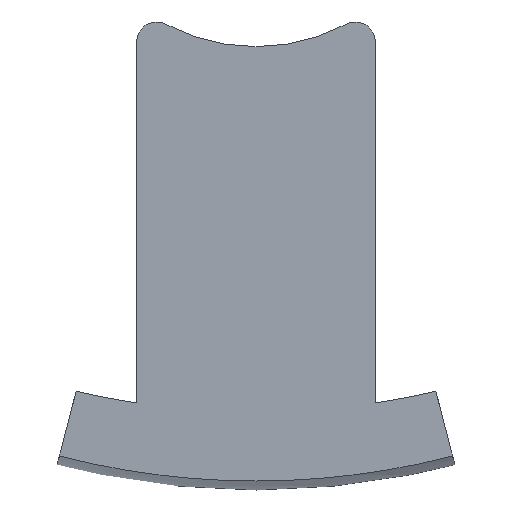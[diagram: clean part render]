
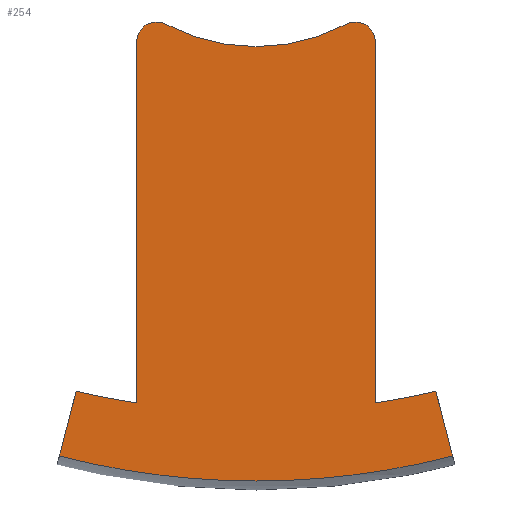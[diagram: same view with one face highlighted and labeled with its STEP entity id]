
A CAD part, left-side view. The second image highlights one B-rep face of the part: STEP entity #254.
In plain terms, the highlighted planar face has unit normal (-1, 0, 0).
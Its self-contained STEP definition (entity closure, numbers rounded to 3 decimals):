
#54=PLANE('',#305);
#65=FACE_OUTER_BOUND('',#77,.T.);
#77=EDGE_LOOP('',(#223,#224,#225,#226,#227,#228,#229,#230,#231,#232,#233));
#88=LINE('',#465,#100);
#89=LINE('',#468,#101);
#90=LINE('',#478,#102);
#91=LINE('',#490,#103);
#100=VECTOR('',#362,10.);
#101=VECTOR('',#365,10.);
#102=VECTOR('',#378,10.);
#103=VECTOR('',#395,10.);
#105=CIRCLE('',#279,5.);
#107=CIRCLE('',#282,48.5);
#112=CIRCLE('',#289,5.);
#115=CIRCLE('',#295,197.737);
#120=CIRCLE('',#302,197.737);
#122=CIRCLE('',#304,197.737);
#123=CIRCLE('',#306,197.737);
#126=VERTEX_POINT('',#431);
#127=VERTEX_POINT('',#433);
#129=VERTEX_POINT('',#439);
#137=VERTEX_POINT('',#459);
#138=VERTEX_POINT('',#463);
#139=VERTEX_POINT('',#467);
#140=VERTEX_POINT('',#471);
#141=VERTEX_POINT('',#475);
#142=VERTEX_POINT('',#477);
#143=VERTEX_POINT('',#481);
#144=VERTEX_POINT('',#483);
#148=EDGE_CURVE('',#126,#127,#105,.T.);
#152=EDGE_CURVE('',#126,#129,#107,.T.);
#162=EDGE_CURVE('',#137,#129,#112,.T.);
#164=EDGE_CURVE('',#137,#138,#88,.T.);
#165=EDGE_CURVE('',#139,#127,#89,.T.);
#167=EDGE_CURVE('',#139,#140,#115,.T.);
#170=EDGE_CURVE('',#141,#142,#90,.T.);
#173=EDGE_CURVE('',#143,#144,#120,.T.);
#175=EDGE_CURVE('',#144,#141,#122,.T.);
#176=EDGE_CURVE('',#142,#138,#123,.T.);
#177=EDGE_CURVE('',#140,#143,#91,.T.);
#223=ORIENTED_EDGE('',*,*,#148,.F.);
#224=ORIENTED_EDGE('',*,*,#152,.T.);
#225=ORIENTED_EDGE('',*,*,#162,.F.);
#226=ORIENTED_EDGE('',*,*,#164,.T.);
#227=ORIENTED_EDGE('',*,*,#176,.F.);
#228=ORIENTED_EDGE('',*,*,#170,.F.);
#229=ORIENTED_EDGE('',*,*,#175,.F.);
#230=ORIENTED_EDGE('',*,*,#173,.F.);
#231=ORIENTED_EDGE('',*,*,#177,.F.);
#232=ORIENTED_EDGE('',*,*,#167,.F.);
#233=ORIENTED_EDGE('',*,*,#165,.T.);
#254=ADVANCED_FACE('',(#65),#54,.F.);
#279=AXIS2_PLACEMENT_3D('',#434,#329,#330);
#282=AXIS2_PLACEMENT_3D('',#441,#337,#338);
#289=AXIS2_PLACEMENT_3D('',#461,#356,#357);
#295=AXIS2_PLACEMENT_3D('',#472,#370,#371);
#302=AXIS2_PLACEMENT_3D('',#484,#385,#386);
#304=AXIS2_PLACEMENT_3D('',#487,#389,#390);
#305=AXIS2_PLACEMENT_3D('',#488,#391,#392);
#306=AXIS2_PLACEMENT_3D('',#489,#393,#394);
#329=DIRECTION('center_axis',(1.,0.,0.));
#330=DIRECTION('ref_axis',(0.,-0.516,0.857));
#337=DIRECTION('center_axis',(1.,0.,0.));
#338=DIRECTION('ref_axis',(0.,-1.,0.));
#356=DIRECTION('center_axis',(1.,0.,0.));
#357=DIRECTION('ref_axis',(0.,0.516,0.857));
#362=DIRECTION('',(0.,0.,-1.));
#365=DIRECTION('',(0.,0.,1.));
#370=DIRECTION('center_axis',(-1.,0.,0.));
#371=DIRECTION('ref_axis',(0.,0.,1.));
#378=DIRECTION('',(0.,-0.25,0.968));
#385=DIRECTION('center_axis',(1.,0.,0.));
#386=DIRECTION('ref_axis',(0.,0.,1.));
#389=DIRECTION('center_axis',(1.,0.,0.));
#390=DIRECTION('ref_axis',(0.,0.,1.));
#391=DIRECTION('center_axis',(1.,0.,0.));
#392=DIRECTION('ref_axis',(0.,0.,-1.));
#393=DIRECTION('center_axis',(-1.,0.,0.));
#394=DIRECTION('ref_axis',(0.,0.,1.));
#395=DIRECTION('',(0.,-0.25,-0.968));
#431=CARTESIAN_POINT('',(-30.,-22.664,-42.879));
#433=CARTESIAN_POINT('',(-30.,-30.,-47.3));
#434=CARTESIAN_POINT('Origin',(-30.,-25.,-47.3));
#439=CARTESIAN_POINT('',(-30.,22.664,-42.879));
#441=CARTESIAN_POINT('Origin',(-30.,0.,0.));
#459=CARTESIAN_POINT('',(-30.,30.,-47.3));
#461=CARTESIAN_POINT('Origin',(-30.,25.,-47.3));
#463=CARTESIAN_POINT('',(-30.,30.,-138.112));
#465=CARTESIAN_POINT('',(-30.,30.,-142.664));
#467=CARTESIAN_POINT('',(-30.,-30.,-138.112));
#468=CARTESIAN_POINT('',(-30.,-30.,-38.108));
#471=CARTESIAN_POINT('',(-30.,-45.226,-135.16));
#472=CARTESIAN_POINT('Origin',(-30.,0.,57.336));
#475=CARTESIAN_POINT('',(-30.,49.434,-151.458));
#477=CARTESIAN_POINT('',(-30.,45.226,-135.16));
#478=CARTESIAN_POINT('',(-30.,9.682,2.5));
#481=CARTESIAN_POINT('',(-30.,-49.434,-151.458));
#483=CARTESIAN_POINT('',(-30.,0.,-157.737));
#484=CARTESIAN_POINT('Origin',(-30.,0.,40.));
#487=CARTESIAN_POINT('Origin',(-30.,0.,40.));
#488=CARTESIAN_POINT('Origin',(-30.,0.,0.));
#489=CARTESIAN_POINT('Origin',(-30.,0.,57.336));
#490=CARTESIAN_POINT('',(-30.,-9.682,2.5));
